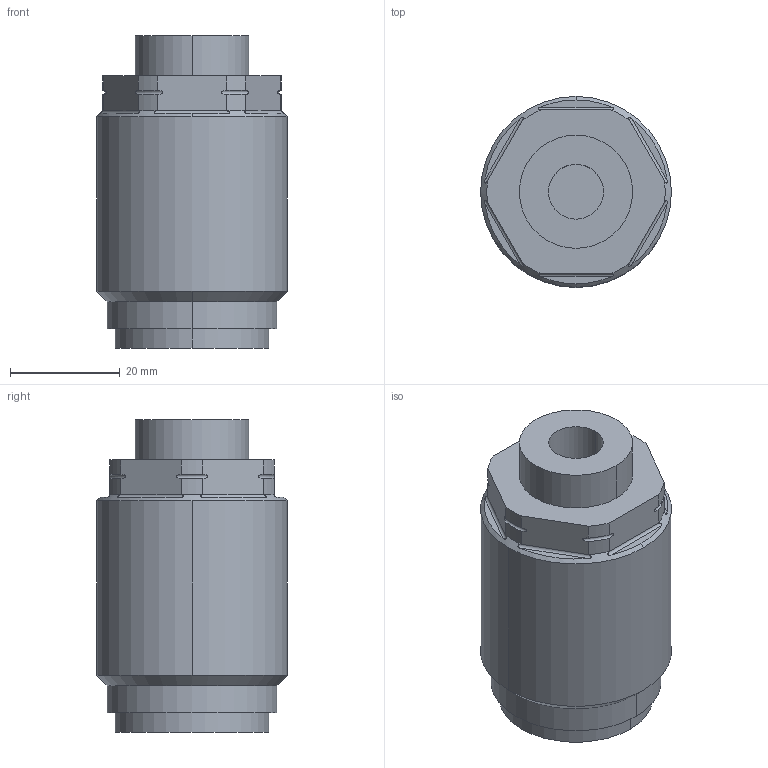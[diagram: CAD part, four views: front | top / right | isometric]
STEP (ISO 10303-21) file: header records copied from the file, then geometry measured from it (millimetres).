
FILE_DESCRIPTION((''),'2;1');
FILE_NAME('ILCM41005106','2019-12-06T',('jweaver'),(''),'PRO/ENGINEER BY PARAMETRIC TECHNOLOGY CORPORATION, 2013320','PRO/ENGINEER BY PARAMETRIC TECHNOLOGY CORPORATION, 2013320','');
FILE_SCHEMA(('AUTOMOTIVE_DESIGN { 1 0 10303 214 1 1 1 1 }'));
Length unit declared in the file: millimetre
Products named in the file (1): ILCM41005106
Bounding box: 34.82 x 34.82 x 57.05 mm (x, y, z)
Volume: 45229 mm3; surface area: 7797.2 mm2
Topology: 1 solids, 1 shells, 55 faces, 136 edges, 86 vertices
Faces by surface type: cylinder 28, plane 17, torus 6, cone 4
Entity records: 2196 total; most frequent: CARTESIAN_POINT 733, DIRECTION 278, ORIENTED_EDGE 272, EDGE_CURVE 136, AXIS2_PLACEMENT_3D 111, COLOUR_RGB 107, VERTEX_POINT 86, EDGE_LOOP 58
